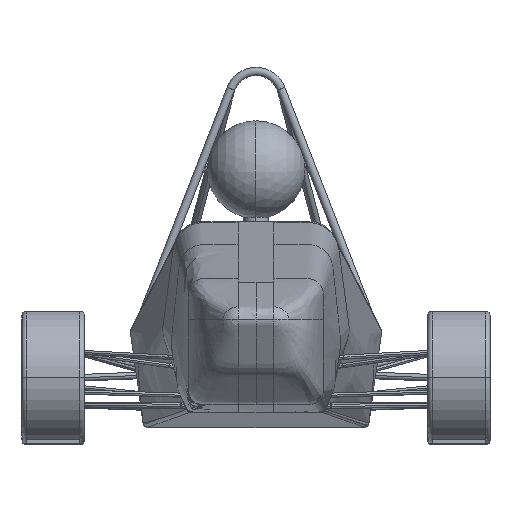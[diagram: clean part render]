
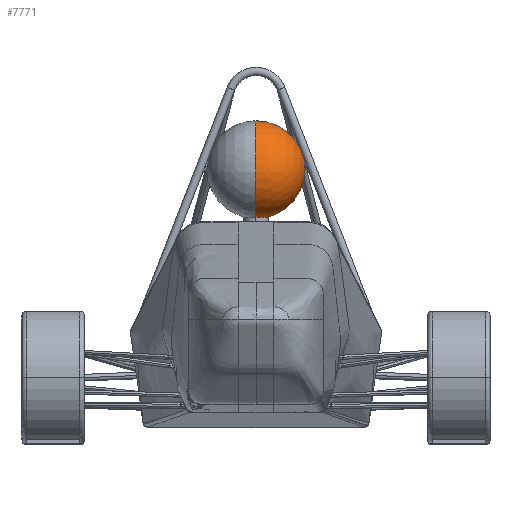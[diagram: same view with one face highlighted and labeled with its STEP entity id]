
A CAD part, top view. The second image highlights one B-rep face of the part: STEP entity #7771.
In plain terms, the highlighted spherical face has radius 150 mm.
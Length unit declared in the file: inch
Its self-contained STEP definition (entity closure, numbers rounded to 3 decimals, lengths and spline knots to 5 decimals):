
#17 = CARTESIAN_POINT ( 'NONE',  ( 1.26076, 27.40404, -0.5395 ) ) ;
#565 = CARTESIAN_POINT ( 'NONE',  ( 0., 39.04697, -0.75503 ) ) ;
#776 = CARTESIAN_POINT ( 'NONE',  ( 1.02638, 27.5006, -2.44671 ) ) ;
#904 = CARTESIAN_POINT ( 'NONE',  ( 1.49994, 27.44001, -1.25385 ) ) ;
#1040 = CARTESIAN_POINT ( 'NONE',  ( 1.46091, 27.42778, -1.01148 ) ) ;
#1828 = CARTESIAN_POINT ( 'NONE',  ( 0.85354, 27.38295, -0.11885 ) ) ;
#1957 = CARTESIAN_POINT ( 'NONE',  ( 0., 27.36965, 0.14743 ) ) ;
#2510 = DIRECTION ( 'NONE',  ( 1., 0., 0. ) ) ;
#2595 = CARTESIAN_POINT ( 'NONE',  ( 0.97135, 27.50311, -2.49585 ) ) ;
#2670 = AXIS2_PLACEMENT_3D ( 'NONE', #25677, #12147, #22092 ) ;
#2731 = CARTESIAN_POINT ( 'NONE',  ( 0.19766, 27.52074, -2.84032 ) ) ;
#2861 = CARTESIAN_POINT ( 'NONE',  ( 0.79416, 27.50977, -2.62603 ) ) ;
#4448 = CARTESIAN_POINT ( 'NONE',  ( 0.75162, 27.37955, -0.05077 ) ) ;
#4487 = SPHERICAL_SURFACE ( 'NONE', #6016, 5.90551 ) ;
#4694 = CARTESIAN_POINT ( 'NONE',  ( 1.44891, 27.42537, -0.96363 ) ) ;
#4822 = CARTESIAN_POINT ( 'NONE',  ( 1.48744, 27.45488, -1.5478 ) ) ;
#4952 = CARTESIAN_POINT ( 'NONE',  ( 1.29941, 27.40722, -0.60281 ) ) ;
#5041 = DIRECTION ( 'NONE',  ( -1., 0., 0. ) ) ;
#5046 = ORIENTED_EDGE ( 'NONE', *, *, #11133, .F. ) ;
#5080 = CARTESIAN_POINT ( 'NONE',  ( 1.13168, 27.49526, -2.34206 ) ) ;
#6016 = AXIS2_PLACEMENT_3D ( 'NONE', #10751, #2510, #18464 ) ;
#6506 = EDGE_CURVE ( 'NONE', #18374, #19948, #10384, .T. ) ;
#6546 = CARTESIAN_POINT ( 'NONE',  ( 1.45217, 27.46467, -1.74089 ) ) ;
#6794 = CARTESIAN_POINT ( 'NONE',  ( 0.75219, 27.51106, -2.65127 ) ) ;
#6932 = CARTESIAN_POINT ( 'NONE',  ( 1.38798, 27.416, -0.77754 ) ) ;
#7036 = ORIENTED_EDGE ( 'NONE', *, *, #6506, .T. ) ;
#7059 = CARTESIAN_POINT ( 'NONE',  ( 0.3906, 27.51888, -2.80413 ) ) ;
#7771 = ADVANCED_FACE ( 'NONE', ( #14552 ), #4487, .T. ) ;
#7867 = CARTESIAN_POINT ( 'NONE',  ( 0.93277, 27.38589, -0.1776 ) ) ;
#8250 = CARTESIAN_POINT ( 'NONE',  ( 0.3405, 27.37156, 0.10909 ) ) ;
#8493 = CARTESIAN_POINT ( 'NONE',  ( 1.50003, 27.44743, -1.40048 ) ) ;
#8620 = CARTESIAN_POINT ( 'NONE',  ( 1.04429, 27.49973, -2.42964 ) ) ;
#8741 = CARTESIAN_POINT ( 'NONE',  ( 0.48413, 27.51743, -2.7757 ) ) ;
#8905 = EDGE_CURVE ( 'NONE', #19948, #18522, #16463, .T. ) ;
#9011 = CARTESIAN_POINT ( 'NONE',  ( 1.1936, 27.4914, -2.26628 ) ) ;
#9818 = CARTESIAN_POINT ( 'NONE',  ( 0.87363, 27.38366, -0.13299 ) ) ;
#9945 = CARTESIAN_POINT ( 'NONE',  ( 1.19226, 27.39889, -0.43702 ) ) ;
#10074 = CARTESIAN_POINT ( 'NONE',  ( 0.19665, 27.37014, 0.13769 ) ) ;
#10248 = CARTESIAN_POINT ( 'NONE',  ( 0., 27.36965, 0.14743 ) ) ;
#10331 = CARTESIAN_POINT ( 'NONE',  ( 0.52888, 27.37445, 0.05132 ) ) ;
#10384 = B_SPLINE_CURVE_WITH_KNOTS ( 'NONE', 3,
 ( #1957, #17926, #10074, #8250, #16091, #24091, #12146, #10331, #14382, #22356, #4448, #1828, #9818, #25811, #7867, #13862, #21833, #11896, #9945, #17, #24605, #4952, #14762, #18819, #6932, #23000, #22739, #4694, #1040, #24479, #12791, #904, #8493, #24734, #10579, #4822, #16606, #16477, #6546, #20641, #15025, #12917, #20511, #12659, #20771, #16994, #9011, #5080, #8620, #776, #14902, #2595, #24865, #16856, #2861, #6794, #10839, #12534, #8741, #7059, #14514, #2731, #20900, #20386, #10453 ),
 .UNSPECIFIED., .F., .F.,
 ( 4, 2, 2, 2, 2, 2, 2, 2, 2, 2, 2, 2, 1, 2, 2, 2, 2, 2, 2, 2, 2, 2, 2, 2, 2, 2, 2, 2, 2, 2, 2, 2, 4 ),
 ( 0., 0.00745, 0.01117, 0.01303, 0.0149, 0.02234, 0.02421, 0.02607, 0.02979, 0.03724, 0.0391, 0.04097, 0.04469, 0.04841, 0.05028, 0.05214, 0.05959, 0.06331, 0.06517, 0.06703, 0.07448, 0.07634, 0.07821, 0.08193, 0.08938, 0.09124, 0.0931, 0.09683, 0.10055, 0.10427, 0.11172, 0.11545, 0.11917 ),
 .UNSPECIFIED. ) ;
#10453 = CARTESIAN_POINT ( 'NONE',  ( 0., 27.52137, -2.85257 ) ) ;
#10579 = CARTESIAN_POINT ( 'NONE',  ( 1.49047, 27.45364, -1.52319 ) ) ;
#10751 = CARTESIAN_POINT ( 'NONE',  ( 0., 33.14955, -1.0641 ) ) ;
#10839 = CARTESIAN_POINT ( 'NONE',  ( 0.66546, 27.51344, -2.69778 ) ) ;
#11133 = EDGE_CURVE ( 'NONE', #18374, #18522, #13144, .T. ) ;
#11896 = CARTESIAN_POINT ( 'NONE',  ( 1.13019, 27.3951, -0.36149 ) ) ;
#12146 = CARTESIAN_POINT ( 'NONE',  ( 0.48227, 27.37362, 0.068 ) ) ;
#12147 = DIRECTION ( 'NONE',  ( 1., 0., 0. ) ) ;
#12459 = ORIENTED_EDGE ( 'NONE', *, *, #8905, .T. ) ;
#12534 = CARTESIAN_POINT ( 'NONE',  ( 0.62049, 27.51453, -2.7191 ) ) ;
#12659 = CARTESIAN_POINT ( 'NONE',  ( 1.33489, 27.47973, -2.03716 ) ) ;
#12791 = CARTESIAN_POINT ( 'NONE',  ( 1.49041, 27.4351, -1.1566 ) ) ;
#12917 = CARTESIAN_POINT ( 'NONE',  ( 1.36711, 27.47633, -1.97033 ) ) ;
#13144 = CIRCLE ( 'NONE', #21486, 5.90551 ) ;
#13862 = CARTESIAN_POINT ( 'NONE',  ( 0.99008, 27.38825, -0.22466 ) ) ;
#14382 = CARTESIAN_POINT ( 'NONE',  ( 0.55189, 27.37489, 0.04243 ) ) ;
#14514 = CARTESIAN_POINT ( 'NONE',  ( 0.24643, 27.52036, -2.833 ) ) ;
#14552 = FACE_OUTER_BOUND ( 'NONE', #23927, .T. ) ;
#14762 = CARTESIAN_POINT ( 'NONE',  ( 1.31153, 27.40829, -0.62422 ) ) ;
#14902 = CARTESIAN_POINT ( 'NONE',  ( 0.98993, 27.50229, -2.4798 ) ) ;
#15025 = CARTESIAN_POINT ( 'NONE',  ( 1.37706, 27.47518, -1.94781 ) ) ;
#16091 = CARTESIAN_POINT ( 'NONE',  ( 0.38805, 27.37216, 0.0972 ) ) ;
#16463 = CIRCLE ( 'NONE', #2670, 5.90551 ) ;
#16477 = CARTESIAN_POINT ( 'NONE',  ( 1.47604, 27.45858, -1.62074 ) ) ;
#16606 = CARTESIAN_POINT ( 'NONE',  ( 1.48023, 27.45735, -1.59654 ) ) ;
#16856 = CARTESIAN_POINT ( 'NONE',  ( 0.87535, 27.50699, -2.57165 ) ) ;
#16994 = CARTESIAN_POINT ( 'NONE',  ( 1.27494, 27.48518, -2.14436 ) ) ;
#17926 = CARTESIAN_POINT ( 'NONE',  ( 0.09915, 27.36965, 0.14743 ) ) ;
#18374 = VERTEX_POINT ( 'NONE', #10248 ) ;
#18464 = DIRECTION ( 'NONE',  ( 0., -0.052, 0.999 ) ) ;
#18522 = VERTEX_POINT ( 'NONE', #565 ) ;
#18819 = CARTESIAN_POINT ( 'NONE',  ( 1.34621, 27.41155, -0.68914 ) ) ;
#19948 = VERTEX_POINT ( 'NONE', #25690 ) ;
#20386 = CARTESIAN_POINT ( 'NONE',  ( 0.04958, 27.52137, -2.85257 ) ) ;
#20511 = CARTESIAN_POINT ( 'NONE',  ( 1.34602, 27.4786, -2.01503 ) ) ;
#20641 = CARTESIAN_POINT ( 'NONE',  ( 1.42392, 27.46942, -1.83435 ) ) ;
#20771 = CARTESIAN_POINT ( 'NONE',  ( 1.30011, 27.48304, -2.10233 ) ) ;
#20900 = CARTESIAN_POINT ( 'NONE',  ( 0.09902, 27.52124, -2.85012 ) ) ;
#21486 = AXIS2_PLACEMENT_3D ( 'NONE', #25086, #5041, #22960 ) ;
#21833 = CARTESIAN_POINT ( 'NONE',  ( 1.02645, 27.3899, -0.25768 ) ) ;
#22092 = DIRECTION ( 'NONE',  ( 0., 0., -1. ) ) ;
#22356 = CARTESIAN_POINT ( 'NONE',  ( 0.66545, 27.37725, -0.00466 ) ) ;
#22739 = CARTESIAN_POINT ( 'NONE',  ( 1.44234, 27.42418, -0.93994 ) ) ;
#22960 = DIRECTION ( 'NONE',  ( 0., 0., 1. ) ) ;
#23000 = CARTESIAN_POINT ( 'NONE',  ( 1.42095, 27.42063, -0.86955 ) ) ;
#23927 = EDGE_LOOP ( 'NONE', ( #7036, #12459, #5046 ) ) ;
#24091 = CARTESIAN_POINT ( 'NONE',  ( 0.45876, 27.37323, 0.07577 ) ) ;
#24479 = CARTESIAN_POINT ( 'NONE',  ( 1.46635, 27.429, -1.03569 ) ) ;
#24605 = CARTESIAN_POINT ( 'NONE',  ( 1.27404, 27.40509, -0.56046 ) ) ;
#24734 = CARTESIAN_POINT ( 'NONE',  ( 1.49768, 27.44991, -1.44949 ) ) ;
#24865 = CARTESIAN_POINT ( 'NONE',  ( 0.91458, 27.5055, -2.54251 ) ) ;
#25086 = CARTESIAN_POINT ( 'NONE',  ( 0., 33.14955, -1.0641 ) ) ;
#25677 = CARTESIAN_POINT ( 'NONE',  ( 0., 33.14955, -1.0641 ) ) ;
#25690 = CARTESIAN_POINT ( 'NONE',  ( 0., 27.52137, -2.85257 ) ) ;
#25811 = CARTESIAN_POINT ( 'NONE',  ( 0.91322, 27.38513, -0.16234 ) ) ;
